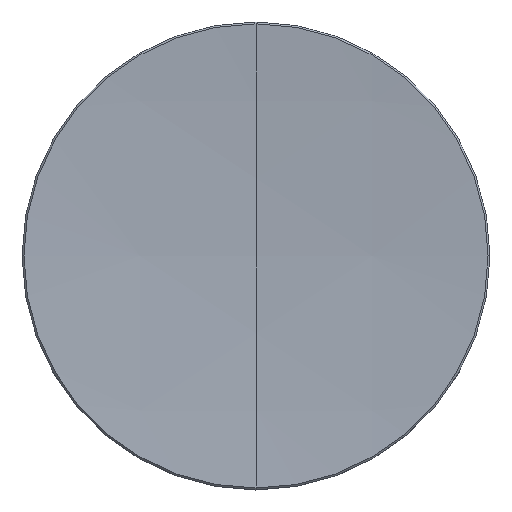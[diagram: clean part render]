
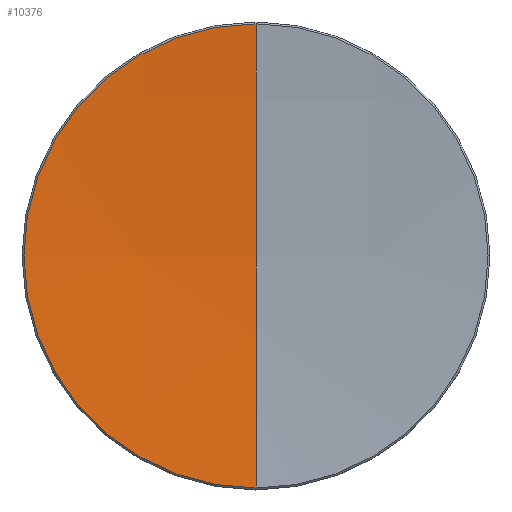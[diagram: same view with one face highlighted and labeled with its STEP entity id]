
A CAD part, top view. The second image highlights one B-rep face of the part: STEP entity #10376.
In plain terms, the highlighted spherical face has radius 300 mm.
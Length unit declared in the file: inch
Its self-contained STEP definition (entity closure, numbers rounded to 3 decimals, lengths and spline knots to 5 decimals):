
#10299 = EDGE_CURVE ( 'NONE', #10403, #10305, #14809, .T. ) ;
#10305 = VERTEX_POINT ( 'NONE', #14936 ) ;
#10306 = ORIENTED_EDGE ( 'NONE', *, *, #10322, .F. ) ;
#10322 = EDGE_CURVE ( 'NONE', #10369, #10305, #15084, .T. ) ;
#10334 = EDGE_CURVE ( 'NONE', #10369, #10339, #15065, .T. ) ;
#10339 = VERTEX_POINT ( 'NONE', #15109 ) ;
#10357 = ORIENTED_EDGE ( 'NONE', *, *, #10299, .T. ) ;
#10361 = ORIENTED_EDGE ( 'NONE', *, *, #10334, .T. ) ;
#10366 = EDGE_LOOP ( 'NONE', ( #10361, #10375, #10357, #10306 ) ) ;
#10369 = VERTEX_POINT ( 'NONE', #15154 ) ;
#10374 = EDGE_CURVE ( 'NONE', #10339, #10403, #15177, .T. ) ;
#10375 = ORIENTED_EDGE ( 'NONE', *, *, #10374, .T. ) ;
#10376 = ADVANCED_FACE ( 'NONE', ( #15147 ), #15176, .F. ) ;
#10403 = VERTEX_POINT ( 'NONE', #15251 ) ;
#14809 = CIRCLE ( 'NONE', #14873, 11.81102 ) ;
#14828 = CARTESIAN_POINT ( 'NONE',  ( 0., 0., 11.98819 ) ) ;
#14871 = DIRECTION ( 'NONE',  ( 0., 1., 0. ) ) ;
#14872 = DIRECTION ( 'NONE',  ( 1., 0., 0. ) ) ;
#14873 = AXIS2_PLACEMENT_3D ( 'NONE', #14828, #14872, #14871 ) ;
#14936 = CARTESIAN_POINT ( 'NONE',  ( 0., 0., 0.17717 ) ) ;
#15061 = DIRECTION ( 'NONE',  ( 1., 0., 0. ) ) ;
#15062 = DIRECTION ( 'NONE',  ( 0., 0., 1. ) ) ;
#15063 = CARTESIAN_POINT ( 'NONE',  ( 0., 0., 0.21891 ) ) ;
#15064 = AXIS2_PLACEMENT_3D ( 'NONE', #15063, #15062, #15061 ) ;
#15065 = CIRCLE ( 'NONE', #15064, 0.99215 ) ;
#15072 = DIRECTION ( 'NONE',  ( 0., 0., 1. ) ) ;
#15073 = DIRECTION ( 'NONE',  ( -1., 0., 0. ) ) ;
#15074 = AXIS2_PLACEMENT_3D ( 'NONE', #15082, #15073, #15072 ) ;
#15082 = CARTESIAN_POINT ( 'NONE',  ( 0., 0., 11.98819 ) ) ;
#15084 = CIRCLE ( 'NONE', #15074, 11.81102 ) ;
#15109 = CARTESIAN_POINT ( 'NONE',  ( -0.99215, 0., 0.21891 ) ) ;
#15147 = FACE_OUTER_BOUND ( 'NONE', #10366, .T. ) ;
#15153 = AXIS2_PLACEMENT_3D ( 'NONE', #15213, #15212, #15211 ) ;
#15154 = CARTESIAN_POINT ( 'NONE',  ( 0., 0.99215, 0.21891 ) ) ;
#15176 = SPHERICAL_SURFACE ( 'NONE', #15194, 11.81102 ) ;
#15177 = CIRCLE ( 'NONE', #15153, 0.99215 ) ;
#15194 = AXIS2_PLACEMENT_3D ( 'NONE', #15215, #15214, #15234 ) ;
#15211 = DIRECTION ( 'NONE',  ( 1., 0., 0. ) ) ;
#15212 = DIRECTION ( 'NONE',  ( 0., 0., 1. ) ) ;
#15213 = CARTESIAN_POINT ( 'NONE',  ( 0., 0., 0.21891 ) ) ;
#15214 = DIRECTION ( 'NONE',  ( 1., 0., 0. ) ) ;
#15215 = CARTESIAN_POINT ( 'NONE',  ( 0., 0., 11.98819 ) ) ;
#15234 = DIRECTION ( 'NONE',  ( 0., 1., 0. ) ) ;
#15251 = CARTESIAN_POINT ( 'NONE',  ( 0., -0.99215, 0.21891 ) ) ;
